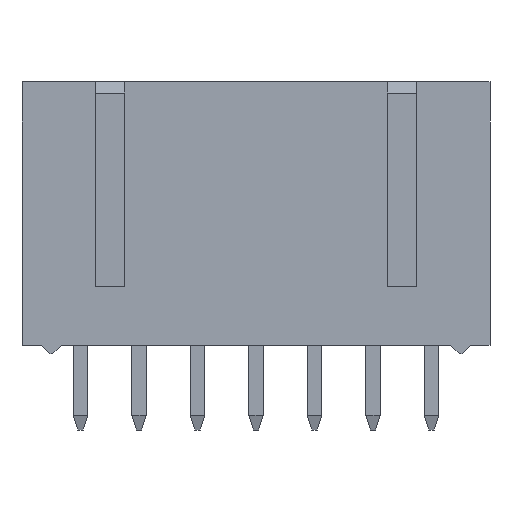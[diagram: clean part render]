
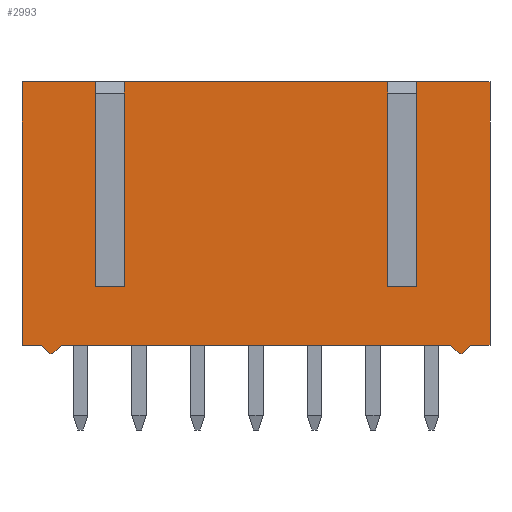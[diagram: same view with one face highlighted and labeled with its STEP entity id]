
A CAD part, front view. The second image highlights one B-rep face of the part: STEP entity #2993.
In plain terms, the highlighted planar face has unit normal (0, -1, 0).
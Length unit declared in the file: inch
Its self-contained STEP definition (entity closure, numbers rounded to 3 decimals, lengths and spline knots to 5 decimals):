
#5=DIRECTION('',(0.,0.,-1.));
#6=VECTOR('',#5,0.45);
#7=CARTESIAN_POINT('',(-0.4,-0.1,0.15));
#8=LINE('',#7,#6);
#477=DIRECTION('',(1.,0.,0.));
#478=VECTOR('',#477,0.0325);
#479=CARTESIAN_POINT('',(-0.4,-0.1,-0.3));
#480=LINE('',#479,#478);
#485=DIRECTION('',(1.,0.,0.));
#486=VECTOR('',#485,0.665);
#487=CARTESIAN_POINT('',(-0.3325,-0.1,-0.3));
#488=LINE('',#487,#486);
#497=DIRECTION('',(1.,0.,0.));
#498=VECTOR('',#497,0.0325);
#499=CARTESIAN_POINT('',(0.3675,-0.1,-0.3));
#500=LINE('',#499,#498);
#617=DIRECTION('',(-1.,0.,0.));
#618=VECTOR('',#617,0.05);
#619=CARTESIAN_POINT('',(-0.225,-0.1,-0.2));
#620=LINE('',#619,#618);
#621=DIRECTION('',(0.,0.,-1.));
#622=VECTOR('',#621,0.35);
#623=CARTESIAN_POINT('',(-0.225,-0.1,0.15));
#624=LINE('',#623,#622);
#625=DIRECTION('',(1.,0.,0.));
#626=VECTOR('',#625,0.45);
#627=CARTESIAN_POINT('',(-0.225,-0.1,0.15));
#628=LINE('',#627,#626);
#629=DIRECTION('',(0.,0.,-1.));
#630=VECTOR('',#629,0.35);
#631=CARTESIAN_POINT('',(0.225,-0.1,0.15));
#632=LINE('',#631,#630);
#633=DIRECTION('',(1.,0.,0.));
#634=VECTOR('',#633,0.05);
#635=CARTESIAN_POINT('',(0.225,-0.1,-0.2));
#636=LINE('',#635,#634);
#637=DIRECTION('',(0.,0.,-1.));
#638=VECTOR('',#637,0.35);
#639=CARTESIAN_POINT('',(0.275,-0.1,0.15));
#640=LINE('',#639,#638);
#641=DIRECTION('',(1.,0.,0.));
#642=VECTOR('',#641,0.125);
#643=CARTESIAN_POINT('',(0.275,-0.1,0.15));
#644=LINE('',#643,#642);
#645=DIRECTION('',(-0.707,0.,-0.707));
#646=VECTOR('',#645,0.02121);
#647=CARTESIAN_POINT('',(0.3675,-0.1,-0.3));
#648=LINE('',#647,#646);
#649=DIRECTION('',(-1.,0.,0.));
#650=VECTOR('',#649,0.005);
#651=CARTESIAN_POINT('',(0.3525,-0.1,-0.315));
#652=LINE('',#651,#650);
#653=DIRECTION('',(-0.707,0.,0.707));
#654=VECTOR('',#653,0.02121);
#655=CARTESIAN_POINT('',(0.3475,-0.1,-0.315));
#656=LINE('',#655,#654);
#657=DIRECTION('',(-0.707,0.,-0.707));
#658=VECTOR('',#657,0.02121);
#659=CARTESIAN_POINT('',(-0.3325,-0.1,-0.3));
#660=LINE('',#659,#658);
#661=DIRECTION('',(-1.,0.,0.));
#662=VECTOR('',#661,0.005);
#663=CARTESIAN_POINT('',(-0.3475,-0.1,-0.315));
#664=LINE('',#663,#662);
#665=DIRECTION('',(-0.707,0.,0.707));
#666=VECTOR('',#665,0.02121);
#667=CARTESIAN_POINT('',(-0.3525,-0.1,-0.315));
#668=LINE('',#667,#666);
#669=DIRECTION('',(1.,0.,0.));
#670=VECTOR('',#669,0.125);
#671=CARTESIAN_POINT('',(-0.4,-0.1,0.15));
#672=LINE('',#671,#670);
#673=DIRECTION('',(0.,0.,-1.));
#674=VECTOR('',#673,0.35);
#675=CARTESIAN_POINT('',(-0.275,-0.1,0.15));
#676=LINE('',#675,#674);
#969=DIRECTION('',(0.,0.,-1.));
#970=VECTOR('',#969,0.45);
#971=CARTESIAN_POINT('',(0.4,-0.1,0.15));
#972=LINE('',#971,#970);
#1769=CARTESIAN_POINT('',(-0.4,-0.1,0.15));
#1770=CARTESIAN_POINT('',(-0.4,-0.1,-0.3));
#1771=VERTEX_POINT('',#1769);
#1772=VERTEX_POINT('',#1770);
#1775=CARTESIAN_POINT('',(0.4,-0.1,0.15));
#1776=CARTESIAN_POINT('',(0.4,-0.1,-0.3));
#1777=VERTEX_POINT('',#1775);
#1778=VERTEX_POINT('',#1776);
#1853=CARTESIAN_POINT('',(-0.3475,-0.1,-0.315));
#1854=CARTESIAN_POINT('',(-0.3525,-0.1,-0.315));
#1855=VERTEX_POINT('',#1853);
#1856=VERTEX_POINT('',#1854);
#1857=CARTESIAN_POINT('',(0.3525,-0.1,-0.315));
#1858=CARTESIAN_POINT('',(0.3475,-0.1,-0.315));
#1859=VERTEX_POINT('',#1857);
#1860=VERTEX_POINT('',#1858);
#1861=CARTESIAN_POINT('',(-0.3675,-0.1,-0.3));
#1863=VERTEX_POINT('',#1861);
#1865=CARTESIAN_POINT('',(-0.3325,-0.1,-0.3));
#1867=VERTEX_POINT('',#1865);
#1869=CARTESIAN_POINT('',(0.3325,-0.1,-0.3));
#1871=VERTEX_POINT('',#1869);
#1873=CARTESIAN_POINT('',(0.3675,-0.1,-0.3));
#1875=VERTEX_POINT('',#1873);
#1953=CARTESIAN_POINT('',(0.225,-0.1,-0.2));
#1954=CARTESIAN_POINT('',(0.275,-0.1,-0.2));
#1955=VERTEX_POINT('',#1953);
#1956=VERTEX_POINT('',#1954);
#1957=CARTESIAN_POINT('',(0.225,-0.1,0.15));
#1958=VERTEX_POINT('',#1957);
#1959=CARTESIAN_POINT('',(0.275,-0.1,0.15));
#1960=VERTEX_POINT('',#1959);
#1986=CARTESIAN_POINT('',(-0.225,-0.1,-0.2));
#1988=VERTEX_POINT('',#1986);
#1989=CARTESIAN_POINT('',(-0.275,-0.1,-0.2));
#1991=VERTEX_POINT('',#1989);
#1993=CARTESIAN_POINT('',(-0.225,-0.1,0.15));
#1994=VERTEX_POINT('',#1993);
#1995=CARTESIAN_POINT('',(-0.275,-0.1,0.15));
#1996=VERTEX_POINT('',#1995);
#2957=CARTESIAN_POINT('',(-0.4,-0.1,0.15));
#2958=DIRECTION('',(0.,-1.,0.));
#2959=DIRECTION('',(0.,0.,-1.));
#2960=AXIS2_PLACEMENT_3D('',#2957,#2958,#2959);
#2961=PLANE('',#2960);
#2962=ORIENTED_EDGE('',*,*,#2493,.F.);
#2963=ORIENTED_EDGE('',*,*,#2480,.F.);
#2964=ORIENTED_EDGE('',*,*,#2412,.T.);
#2966=ORIENTED_EDGE('',*,*,#2965,.T.);
#2967=ORIENTED_EDGE('',*,*,#2516,.T.);
#2969=ORIENTED_EDGE('',*,*,#2968,.F.);
#2970=ORIENTED_EDGE('',*,*,#2428,.T.);
#2972=ORIENTED_EDGE('',*,*,#2971,.T.);
#2973=ORIENTED_EDGE('',*,*,#2935,.F.);
#2975=ORIENTED_EDGE('',*,*,#2974,.T.);
#2977=ORIENTED_EDGE('',*,*,#2976,.T.);
#2979=ORIENTED_EDGE('',*,*,#2978,.T.);
#2980=ORIENTED_EDGE('',*,*,#2854,.F.);
#2982=ORIENTED_EDGE('',*,*,#2981,.T.);
#2984=ORIENTED_EDGE('',*,*,#2983,.T.);
#2985=ORIENTED_EDGE('',*,*,#2949,.T.);
#2986=ORIENTED_EDGE('',*,*,#2842,.F.);
#2987=ORIENTED_EDGE('',*,*,#2322,.F.);
#2988=ORIENTED_EDGE('',*,*,#2452,.T.);
#2990=ORIENTED_EDGE('',*,*,#2989,.T.);
#2991=EDGE_LOOP('',(#2962,#2963,#2964,#2966,#2967,#2969,#2970,#2972,#2973,#2975,
#2977,#2979,#2980,#2982,#2984,#2985,#2986,#2987,#2988,#2990));
#2992=FACE_OUTER_BOUND('',#2991,.F.);
#2993=ADVANCED_FACE('',(#2992),#2961,.T.);
#2322=EDGE_CURVE('',#1771,#1772,#8,.T.);
#2412=EDGE_CURVE('',#1994,#1958,#628,.T.);
#2428=EDGE_CURVE('',#1960,#1777,#644,.T.);
#2452=EDGE_CURVE('',#1771,#1996,#672,.T.);
#2480=EDGE_CURVE('',#1994,#1988,#624,.T.);
#2493=EDGE_CURVE('',#1988,#1991,#620,.T.);
#2516=EDGE_CURVE('',#1955,#1956,#636,.T.);
#2842=EDGE_CURVE('',#1772,#1863,#480,.T.);
#2854=EDGE_CURVE('',#1867,#1871,#488,.T.);
#2935=EDGE_CURVE('',#1875,#1778,#500,.T.);
#2949=EDGE_CURVE('',#1856,#1863,#668,.T.);
#2965=EDGE_CURVE('',#1958,#1955,#632,.T.);
#2968=EDGE_CURVE('',#1960,#1956,#640,.T.);
#2971=EDGE_CURVE('',#1777,#1778,#972,.T.);
#2974=EDGE_CURVE('',#1875,#1859,#648,.T.);
#2976=EDGE_CURVE('',#1859,#1860,#652,.T.);
#2978=EDGE_CURVE('',#1860,#1871,#656,.T.);
#2981=EDGE_CURVE('',#1867,#1855,#660,.T.);
#2983=EDGE_CURVE('',#1855,#1856,#664,.T.);
#2989=EDGE_CURVE('',#1996,#1991,#676,.T.);
